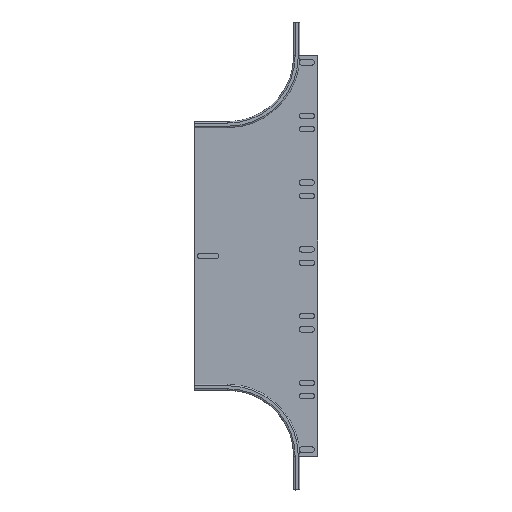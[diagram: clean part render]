
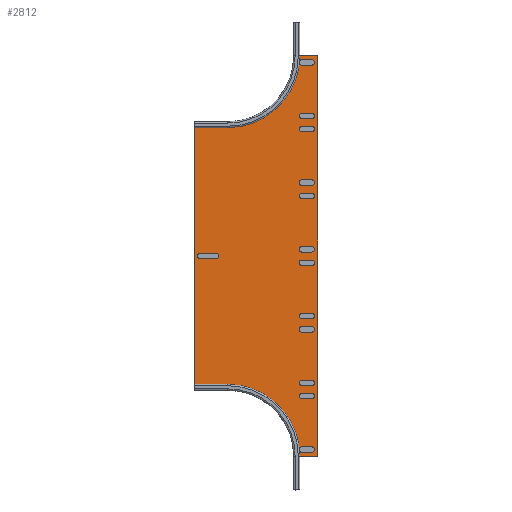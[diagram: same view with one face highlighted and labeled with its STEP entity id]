
A CAD part, top view. The second image highlights one B-rep face of the part: STEP entity #2812.
In plain terms, the highlighted planar face has unit normal (0, 0, 1).
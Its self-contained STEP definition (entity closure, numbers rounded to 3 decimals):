
#230=FACE_OUTER_BOUND('',#392,.T.);
#392=EDGE_LOOP('',(#2293,#2294,#2295,#2296,#2297,#2298,#2299,#2300));
#533=CIRCLE('',#3061,101.6);
#591=CIRCLE('',#3174,101.6);
#742=LINE('',#4613,#976);
#747=LINE('',#4632,#981);
#810=LINE('',#4872,#1044);
#813=LINE('',#4878,#1047);
#814=LINE('',#4880,#1048);
#815=LINE('',#4883,#1049);
#976=VECTOR('',#3603,1.);
#981=VECTOR('',#3628,1.);
#1044=VECTOR('',#3909,1.);
#1047=VECTOR('',#3914,1.);
#1048=VECTOR('',#3915,1.);
#1049=VECTOR('',#3918,1.);
#1268=VERTEX_POINT('',#4594);
#1274=VERTEX_POINT('',#4609);
#1275=VERTEX_POINT('',#4611);
#1279=VERTEX_POINT('',#4631);
#1347=VERTEX_POINT('',#4871);
#1349=VERTEX_POINT('',#4877);
#1350=VERTEX_POINT('',#4879);
#1351=VERTEX_POINT('',#4881);
#1594=EDGE_CURVE('',#1274,#1275,#742,.T.);
#1600=EDGE_CURVE('',#1274,#1268,#533,.T.);
#1604=EDGE_CURVE('',#1279,#1268,#747,.T.);
#1724=EDGE_CURVE('',#1279,#1347,#810,.T.);
#1727=EDGE_CURVE('',#1275,#1349,#813,.T.);
#1728=EDGE_CURVE('',#1350,#1349,#814,.T.);
#1729=EDGE_CURVE('',#1350,#1351,#591,.T.);
#1730=EDGE_CURVE('',#1351,#1347,#815,.T.);
#2293=ORIENTED_EDGE('',*,*,#1727,.T.);
#2294=ORIENTED_EDGE('',*,*,#1728,.F.);
#2295=ORIENTED_EDGE('',*,*,#1729,.T.);
#2296=ORIENTED_EDGE('',*,*,#1730,.T.);
#2297=ORIENTED_EDGE('',*,*,#1724,.F.);
#2298=ORIENTED_EDGE('',*,*,#1604,.T.);
#2299=ORIENTED_EDGE('',*,*,#1600,.F.);
#2300=ORIENTED_EDGE('',*,*,#1594,.T.);
#2693=PLANE('',#3173);
#2812=ADVANCED_FACE('',(#230),#2693,.F.);
#3061=AXIS2_PLACEMENT_3D('',#4624,#3619,#3620);
#3173=AXIS2_PLACEMENT_3D('',#4876,#3912,#3913);
#3174=AXIS2_PLACEMENT_3D('',#4882,#3916,#3917);
#3603=DIRECTION('',(-1.,0.,0.));
#3619=DIRECTION('center_axis',(0.,0.,1.));
#3620=DIRECTION('ref_axis',(0.,-1.,0.));
#3628=DIRECTION('',(-1.,0.,0.));
#3909=DIRECTION('',(0.,-1.,0.));
#3912=DIRECTION('center_axis',(0.,0.,-1.));
#3913=DIRECTION('ref_axis',(1.,0.,0.));
#3914=DIRECTION('',(0.,-1.,0.));
#3915=DIRECTION('',(-1.,0.,0.));
#3916=DIRECTION('center_axis',(0.,0.,-1.));
#3917=DIRECTION('ref_axis',(0.,1.,0.));
#3918=DIRECTION('',(1.,0.,0.));
#4594=CARTESIAN_POINT('',(173.26,469.881,-2.));
#4609=CARTESIAN_POINT('',(71.66,368.281,-2.));
#4611=CARTESIAN_POINT('',(21.66,368.281,-2.));
#4613=CARTESIAN_POINT('',(71.66,368.281,-2.));
#4624=CARTESIAN_POINT('Origin',(71.66,469.881,-2.));
#4631=CARTESIAN_POINT('',(206.66,469.881,-2.));
#4632=CARTESIAN_POINT('',(139.16,469.881,-2.));
#4871=CARTESIAN_POINT('',(206.66,-130.518,-2.));
#4872=CARTESIAN_POINT('',(206.66,94.682,-2.));
#4876=CARTESIAN_POINT('Origin',(71.66,70.481,-2.));
#4877=CARTESIAN_POINT('',(21.66,-28.918,-2.));
#4878=CARTESIAN_POINT('',(21.66,194.682,-2.));
#4879=CARTESIAN_POINT('',(71.66,-28.918,-2.));
#4880=CARTESIAN_POINT('',(71.66,-28.918,-2.));
#4881=CARTESIAN_POINT('',(173.26,-130.518,-2.));
#4882=CARTESIAN_POINT('Origin',(71.66,-130.518,-2.));
#4883=CARTESIAN_POINT('',(139.16,-130.518,-2.));
